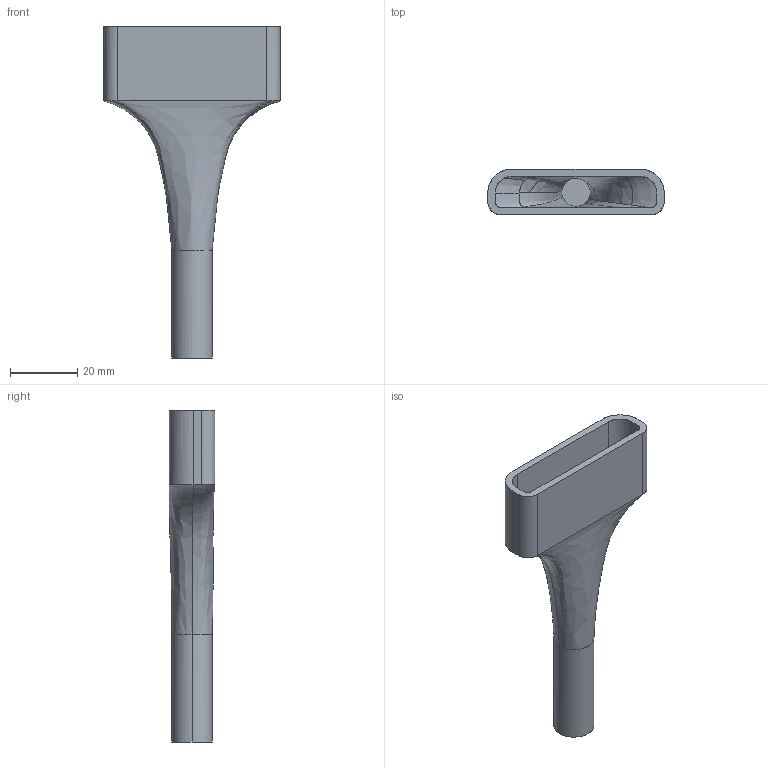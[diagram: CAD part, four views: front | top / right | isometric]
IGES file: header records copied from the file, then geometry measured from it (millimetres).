
Start section: SolidWorks IGES file using analytic representation for surfaces
Global section: file name: 476317FREV2.IGS; native system: SolidWorks 2020; preprocessor: SolidWorks 2020; author: office; date: 210526.083727; units: inch
Bounding box: 52.3 x 13.6 x 98.42 mm (x, y, z)
Surface area: 12338.4 mm2 (no closed solid volume)
Topology: 0 solids, 0 shells, 49 faces, 860 edges, 860 vertices
Faces by surface type: bspline 31, revolution 18
